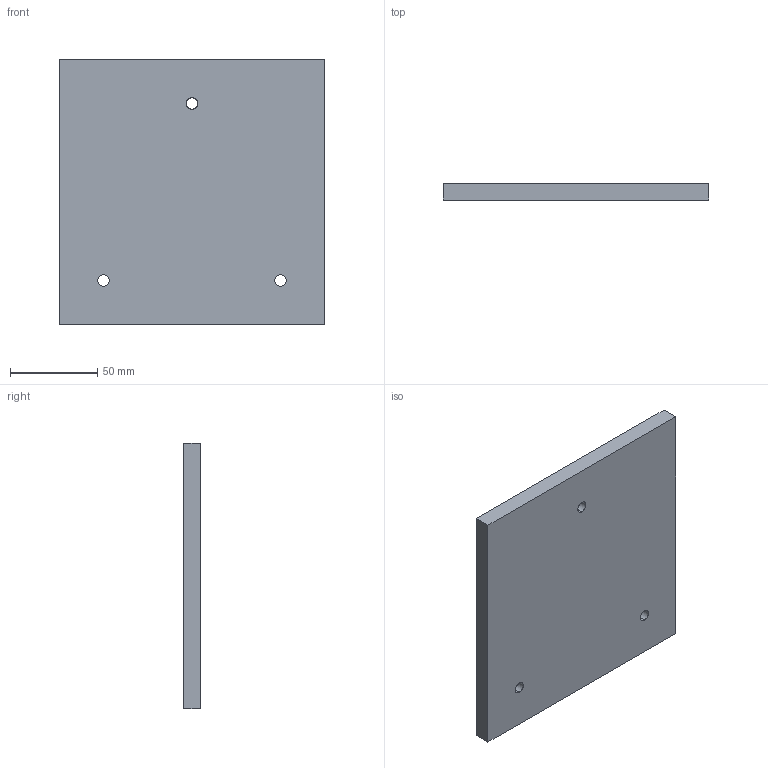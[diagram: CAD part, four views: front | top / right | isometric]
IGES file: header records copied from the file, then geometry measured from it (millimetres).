
Start section: SolidWorks IGES file using analytic representation for surfaces
Global section: file name: SP-6-6.IGS; native system: SolidWorks 2012; preprocessor: SolidWorks 2012; author: Scott; date: 130721.184822; units: inch
Bounding box: 152.4 x 9.53 x 152.4 mm (x, y, z)
Surface area: 52597.9 mm2 (no closed solid volume)
Topology: 0 solids, 0 shells, 179 faces, 2422 edges, 2422 vertices
Faces by surface type: bspline 167, revolution 12
